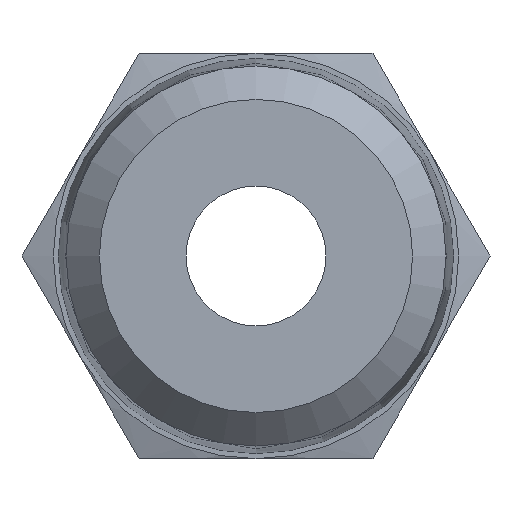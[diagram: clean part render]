
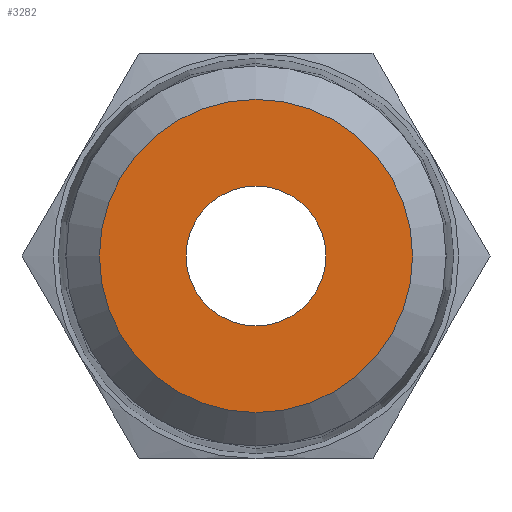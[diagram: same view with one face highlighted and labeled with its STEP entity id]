
A CAD part, left-side view. The second image highlights one B-rep face of the part: STEP entity #3282.
In plain terms, the highlighted planar face has unit normal (-1, 0, 0).
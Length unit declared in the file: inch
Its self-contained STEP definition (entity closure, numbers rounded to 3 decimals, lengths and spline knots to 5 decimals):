
#3191=CARTESIAN_POINT('',(-1.7,-0.151,0.));
#3192=VERTEX_POINT('',#3191);
#3193=CARTESIAN_POINT('',(-1.7,0.,0.));
#3194=DIRECTION('',(1.0,0.0,0.0));
#3195=DIRECTION('',(0.0,-1.0,0.0));
#3196=AXIS2_PLACEMENT_3D('',#3193,#3194,#3195);
#3197=CIRCLE('',#3196,0.151);
#3198=EDGE_CURVE('',#3192,#3192,#3197,.T.);
#3236=CARTESIAN_POINT('',(-1.7,0.,0.33806));
#3237=VERTEX_POINT('',#3236);
#3238=CARTESIAN_POINT('',(-1.7,0.,0.));
#3239=DIRECTION('',(1.0,0.0,0.0));
#3240=DIRECTION('',(0.0,0.0,-1.0));
#3241=AXIS2_PLACEMENT_3D('',#3238,#3239,#3240);
#3242=CIRCLE('',#3241,0.33806);
#3243=EDGE_CURVE('',#3237,#3237,#3242,.T.);
#3271=CARTESIAN_POINT('',(-1.7,0.,0.));
#3272=DIRECTION('',(1.0,0.0,0.0));
#3273=DIRECTION('',(0.0,0.0,-1.0));
#3274=AXIS2_PLACEMENT_3D('',#3271,#3272,#3273);
#3275=PLANE('',#3274);
#3276=ORIENTED_EDGE('',*,*,#3243,.F.);
#3277=EDGE_LOOP('',(#3276));
#3278=FACE_OUTER_BOUND('',#3277,.T.);
#3279=ORIENTED_EDGE('',*,*,#3198,.T.);
#3280=EDGE_LOOP('',(#3279));
#3281=FACE_BOUND('',#3280,.T.);
#3282=ADVANCED_FACE('',(#3278,#3281),#3275,.F.);
